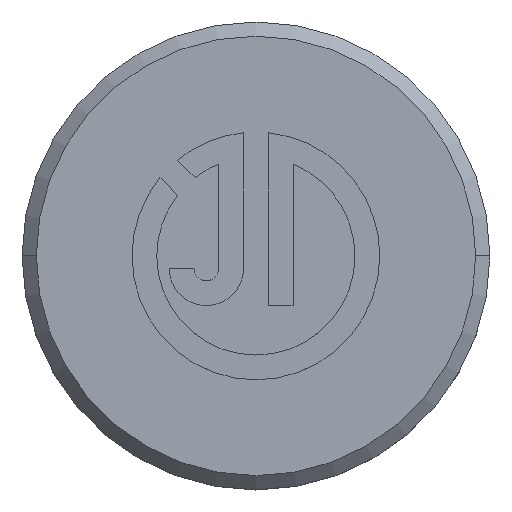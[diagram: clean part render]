
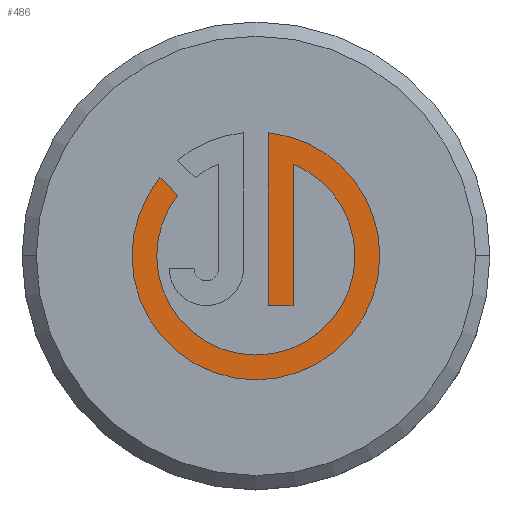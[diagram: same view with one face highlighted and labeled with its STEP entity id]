
A CAD part, top view. The second image highlights one B-rep face of the part: STEP entity #486.
In plain terms, the highlighted planar face has unit normal (0, 0, 1).
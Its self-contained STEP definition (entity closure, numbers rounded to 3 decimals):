
#16 = AXIS2_PLACEMENT_3D ( 'NONE', #1573, #523, #1745 ) ;
#55 = EDGE_CURVE ( 'NONE', #740, #728, #1010, .T. ) ;
#70 = VECTOR ( 'NONE', #110, 1000. ) ;
#77 = DIRECTION ( 'NONE',  ( -1., 0., 0. ) ) ;
#90 = VECTOR ( 'NONE', #93, 1000. ) ;
#92 = VERTEX_POINT ( 'NONE', #1904 ) ;
#93 = DIRECTION ( 'NONE',  ( -0.707, 0.707, 0. ) ) ;
#110 = DIRECTION ( 'NONE',  ( 1., 0., 0. ) ) ;
#148 = ORIENTED_EDGE ( 'NONE', *, *, #55, .T. ) ;
#158 = CARTESIAN_POINT ( 'NONE',  ( 0., 0., 129.9 ) ) ;
#210 = CARTESIAN_POINT ( 'NONE',  ( 0.604, 0., 129.9 ) ) ;
#212 = CIRCLE ( 'NONE', #1158, 6.089 ) ;
#263 = ORIENTED_EDGE ( 'NONE', *, *, #982, .T. ) ;
#292 = CARTESIAN_POINT ( 'NONE',  ( -0.005, -0.003, 129.9 ) ) ;
#305 = VERTEX_POINT ( 'NONE', #1473 ) ;
#314 = CARTESIAN_POINT ( 'NONE',  ( 0.604, -2.439, 129.9 ) ) ;
#316 = VERTEX_POINT ( 'NONE', #1452 ) ;
#330 = CARTESIAN_POINT ( 'NONE',  ( 1.821, 0., 129.9 ) ) ;
#351 = EDGE_CURVE ( 'NONE', #619, #740, #1865, .T. ) ;
#395 = VERTEX_POINT ( 'NONE', #1684 ) ;
#481 = DIRECTION ( 'NONE',  ( 1., 0., 0. ) ) ;
#486 = ADVANCED_FACE ( 'NONE', ( #1593 ), #1239, .T. ) ;
#516 = EDGE_CURVE ( 'NONE', #92, #2148, #2064, .T. ) ;
#520 = AXIS2_PLACEMENT_3D ( 'NONE', #732, #1938, #916 ) ;
#523 = DIRECTION ( 'NONE',  ( 0., 0., -1. ) ) ;
#543 = VERTEX_POINT ( 'NONE', #1998 ) ;
#617 = CARTESIAN_POINT ( 'NONE',  ( -4.876, -0.003, 129.9 ) ) ;
#619 = VERTEX_POINT ( 'NONE', #986 ) ;
#667 = ORIENTED_EDGE ( 'NONE', *, *, #1277, .T. ) ;
#728 = VERTEX_POINT ( 'NONE', #1383 ) ;
#732 = CARTESIAN_POINT ( 'NONE',  ( -0.005, -0.003, 129.9 ) ) ;
#740 = VERTEX_POINT ( 'NONE', #314 ) ;
#838 = CIRCLE ( 'NONE', #16, 4.871 ) ;
#849 = CARTESIAN_POINT ( 'NONE',  ( 0., -2.439, 129.9 ) ) ;
#916 = DIRECTION ( 'NONE',  ( 1., 0., 0. ) ) ;
#938 = CARTESIAN_POINT ( 'NONE',  ( -0.005, -0.003, 129.9 ) ) ;
#947 = CIRCLE ( 'NONE', #520, 6.089 ) ;
#977 = CARTESIAN_POINT ( 'NONE',  ( 1.821, 4.512, 129.9 ) ) ;
#982 = EDGE_CURVE ( 'NONE', #1489, #92, #1145, .T. ) ;
#986 = CARTESIAN_POINT ( 'NONE',  ( 0.604, 6.055, 129.9 ) ) ;
#1010 = LINE ( 'NONE', #849, #70 ) ;
#1039 = ORIENTED_EDGE ( 'NONE', *, *, #351, .T. ) ;
#1082 = CARTESIAN_POINT ( 'NONE',  ( -0.005, -0.003, 129.9 ) ) ;
#1109 = DIRECTION ( 'NONE',  ( 1., 0., 0. ) ) ;
#1145 = CIRCLE ( 'NONE', #1315, 4.871 ) ;
#1150 = ORIENTED_EDGE ( 'NONE', *, *, #2255, .T. ) ;
#1158 = AXIS2_PLACEMENT_3D ( 'NONE', #292, #1537, #481 ) ;
#1182 = DIRECTION ( 'NONE',  ( 0., -1., 0. ) ) ;
#1183 = AXIS2_PLACEMENT_3D ( 'NONE', #158, #1896, #2068 ) ;
#1196 = DIRECTION ( 'NONE',  ( 0., 0., -1. ) ) ;
#1207 = EDGE_CURVE ( 'NONE', #2148, #305, #838, .T. ) ;
#1235 = AXIS2_PLACEMENT_3D ( 'NONE', #938, #2140, #1109 ) ;
#1236 = VECTOR ( 'NONE', #2291, 1000. ) ;
#1239 = PLANE ( 'NONE',  #1183 ) ;
#1243 = DIRECTION ( 'NONE',  ( -1., 0., 0. ) ) ;
#1263 = EDGE_CURVE ( 'NONE', #728, #1489, #1677, .T. ) ;
#1277 = EDGE_CURVE ( 'NONE', #395, #543, #947, .T. ) ;
#1285 = AXIS2_PLACEMENT_3D ( 'NONE', #1507, #1196, #77 ) ;
#1315 = AXIS2_PLACEMENT_3D ( 'NONE', #1082, #2288, #1243 ) ;
#1341 = EDGE_CURVE ( 'NONE', #316, #619, #1625, .T. ) ;
#1343 = CARTESIAN_POINT ( 'NONE',  ( -3.853, 2.983, 129.9 ) ) ;
#1383 = CARTESIAN_POINT ( 'NONE',  ( 1.821, -2.439, 129.9 ) ) ;
#1405 = VECTOR ( 'NONE', #1182, 1000. ) ;
#1452 = CARTESIAN_POINT ( 'NONE',  ( 6.084, -0.003, 129.9 ) ) ;
#1457 = LINE ( 'NONE', #1343, #90 ) ;
#1473 = CARTESIAN_POINT ( 'NONE',  ( -3.853, 2.983, 129.9 ) ) ;
#1489 = VERTEX_POINT ( 'NONE', #977 ) ;
#1507 = CARTESIAN_POINT ( 'NONE',  ( -0.005, -0.003, 129.9 ) ) ;
#1529 = ORIENTED_EDGE ( 'NONE', *, *, #516, .T. ) ;
#1537 = DIRECTION ( 'NONE',  ( 0., 0., 1. ) ) ;
#1573 = CARTESIAN_POINT ( 'NONE',  ( -0.005, -0.003, 129.9 ) ) ;
#1593 = FACE_OUTER_BOUND ( 'NONE', #2126, .T. ) ;
#1625 = CIRCLE ( 'NONE', #1235, 6.089 ) ;
#1677 = LINE ( 'NONE', #330, #1236 ) ;
#1684 = CARTESIAN_POINT ( 'NONE',  ( -4.719, 3.85, 129.9 ) ) ;
#1745 = DIRECTION ( 'NONE',  ( -1., 0., 0. ) ) ;
#1770 = EDGE_CURVE ( 'NONE', #543, #316, #212, .T. ) ;
#1774 = ORIENTED_EDGE ( 'NONE', *, *, #1263, .T. ) ;
#1865 = LINE ( 'NONE', #210, #1405 ) ;
#1896 = DIRECTION ( 'NONE',  ( 0., 0., 1. ) ) ;
#1904 = CARTESIAN_POINT ( 'NONE',  ( 4.866, -0.003, 129.9 ) ) ;
#1938 = DIRECTION ( 'NONE',  ( 0., 0., 1. ) ) ;
#1950 = ORIENTED_EDGE ( 'NONE', *, *, #1207, .T. ) ;
#1961 = ORIENTED_EDGE ( 'NONE', *, *, #1770, .T. ) ;
#1998 = CARTESIAN_POINT ( 'NONE',  ( -6.094, -0.003, 129.9 ) ) ;
#2039 = ORIENTED_EDGE ( 'NONE', *, *, #1341, .T. ) ;
#2064 = CIRCLE ( 'NONE', #1285, 4.871 ) ;
#2068 = DIRECTION ( 'NONE',  ( 1., 0., 0. ) ) ;
#2126 = EDGE_LOOP ( 'NONE', ( #263, #1529, #1950, #1150, #667, #1961, #2039, #1039, #148, #1774 ) ) ;
#2140 = DIRECTION ( 'NONE',  ( 0., 0., 1. ) ) ;
#2148 = VERTEX_POINT ( 'NONE', #617 ) ;
#2255 = EDGE_CURVE ( 'NONE', #305, #395, #1457, .T. ) ;
#2288 = DIRECTION ( 'NONE',  ( 0., 0., -1. ) ) ;
#2291 = DIRECTION ( 'NONE',  ( 0., 1., 0. ) ) ;
